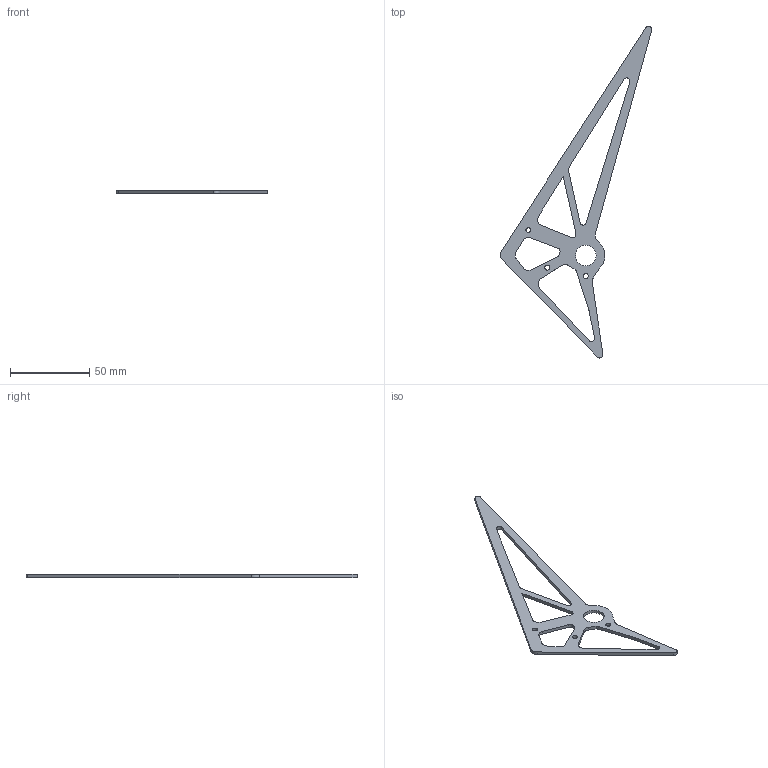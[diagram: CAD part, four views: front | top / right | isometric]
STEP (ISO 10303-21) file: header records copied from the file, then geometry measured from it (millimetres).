
FILE_DESCRIPTION (( 'STEP AP214' ), '1' );
FILE_NAME ('DS2 tail carbon fin.STEP', '2024-01-15T15:29:00', ( '' ), ( '' ), 'SwSTEP 2.0', 'SolidWorks 2020', '' );
FILE_SCHEMA (( 'AUTOMOTIVE_DESIGN' ));
Length unit declared in the file: millimetre
Products named in the file (1): DS2 tail carbon fin
Bounding box: 95.5 x 209.32 x 2 mm (x, y, z)
Volume: 7045.3 mm3; surface area: 9164 mm2
Topology: 1 solids, 1 shells, 47 faces, 135 edges, 90 vertices
Faces by surface type: cylinder 25, plane 22
Full cylindrical faces by diameter (mm): 3 x1, 3.2 x2, 13 x1
Entity records: 1605 total; most frequent: DIRECTION 277, CARTESIAN_POINT 269, ORIENTED_EDGE 262, EDGE_CURVE 131, AXIS2_PLACEMENT_3D 98, VERTEX_POINT 90, LINE 81, VECTOR 81
